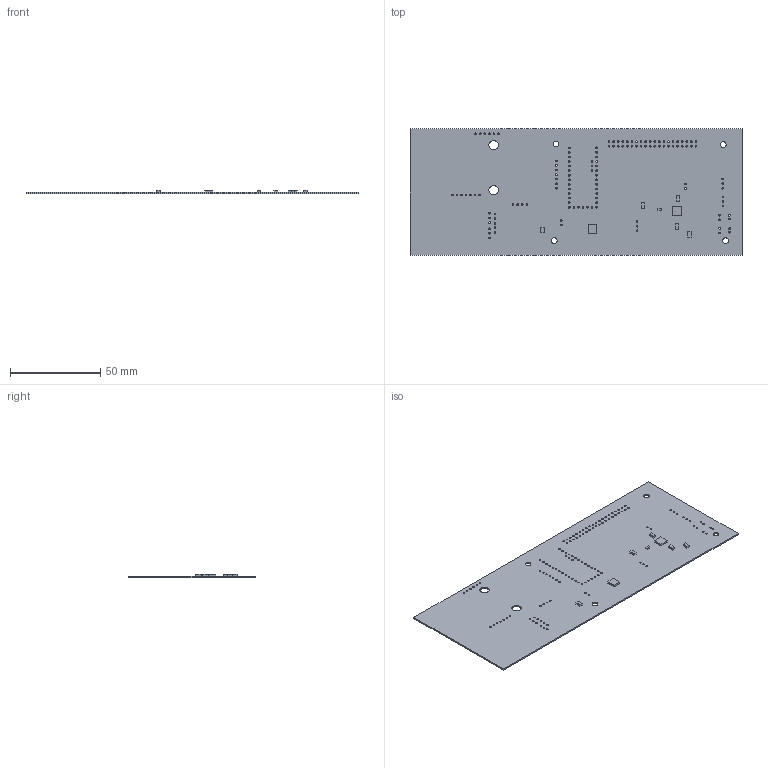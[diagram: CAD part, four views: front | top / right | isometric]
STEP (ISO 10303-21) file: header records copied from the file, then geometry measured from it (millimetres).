
FILE_DESCRIPTION(('Open CASCADE Model'),'2;1');
FILE_NAME('Open CASCADE Shape Model','2021-11-04T09:54:00',('Author'),( 'Open CASCADE'),'Open CASCADE STEP processor 6.8','Open CASCADE 6.8' ,'Unknown');
FILE_SCHEMA(('AUTOMOTIVE_DESIGN { 1 0 10303 214 1 1 1 1 }'));
Length unit declared in the file: millimetre
Products named in the file (19): PCB; Board; Open CASCADE STEP translator 6.8 1.1.1; U12; 6118406000; Extruded; U11; 6369645168; U10; U6; 6369645328; U5; U4; U3; 6098617552; U2
Assembly tree (22 placements, depth 4):
  PCB
    Board
      Open CASCADE STEP translator 6.8 1.1.1
    U12
      6118406000
        Extruded
    U11
      6369645168
        Extruded
    U10
      6369645168
        Extruded
    U6
      6369645328
        Extruded
    U5
      6369645168
        Extruded
    U4
      6369645168
        Extruded
    U3
      6098617552
        Extruded
    U2
      6369645168
        Extruded
Bounding box: 184.4 x 70.23 x 2 mm (x, y, z)
Volume: 10273.2 mm3; surface area: 26607.5 mm2
Topology: 9 solids, 9 shells, 192 faces, 522 edges, 348 vertices
Faces by surface type: cylinder 138, plane 54
Full cylindrical faces by diameter (mm): 0.888 x2, 0.9 x96, 0.914 x34, 3.174 x4, 5.25 x2
Entity records: 6556 total; most frequent: DIRECTION 1132, CARTESIAN_POINT 981, ORIENTED_EDGE 948, EDGE_CURVE 474, AXIS2_PLACEMENT_3D 467, FACE_BOUND 444, EDGE_LOOP 444, VERTEX_POINT 316
